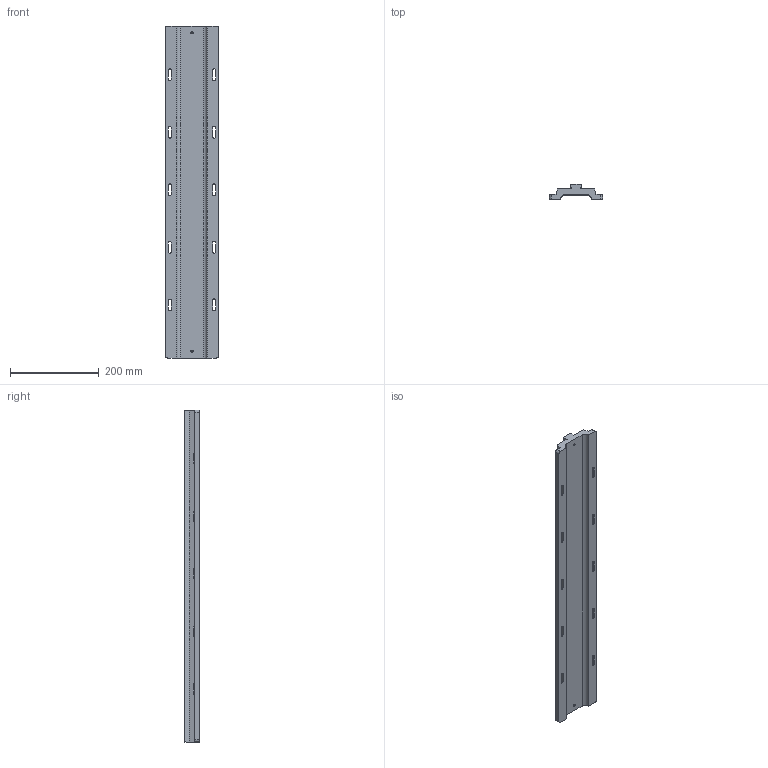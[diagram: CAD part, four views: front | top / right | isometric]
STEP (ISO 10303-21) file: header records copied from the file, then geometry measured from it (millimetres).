
FILE_DESCRIPTION (( 'STEP AP203' ), '1' );
FILE_NAME ('01OBH-3M.STEP', '2020-09-21T01:40:38', ( '' ), ( '' ), 'SwSTEP 2.0', 'SolidWorks 2016', '' );
FILE_SCHEMA (( 'CONFIG_CONTROL_DESIGN' ));
Length unit declared in the file: millimetre
Products named in the file (1): 01OBH-3M
Bounding box: 120 x 34.5 x 750 mm (x, y, z)
Volume: 1418675.7 mm3; surface area: 250350.9 mm2
Topology: 1 solids, 1 shells, 149 faces, 437 edges, 288 vertices
Faces by surface type: cylinder 77, plane 68, cone 4
Entity records: 5100 total; most frequent: CARTESIAN_POINT 983, ORIENTED_EDGE 866, DIRECTION 847, EDGE_CURVE 433, AXIS2_PLACEMENT_3D 294, VERTEX_POINT 288, VECTOR 259, LINE 259
